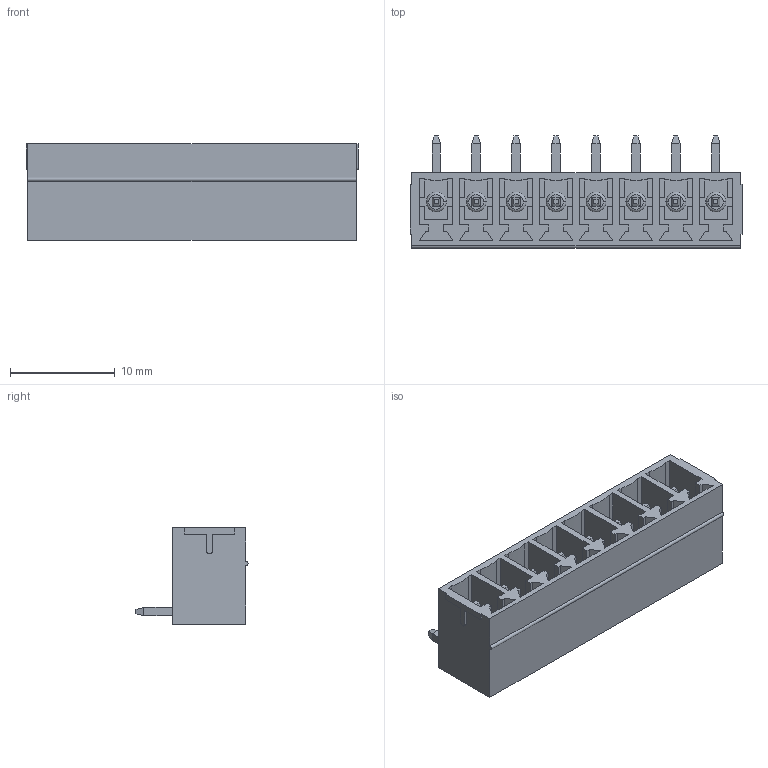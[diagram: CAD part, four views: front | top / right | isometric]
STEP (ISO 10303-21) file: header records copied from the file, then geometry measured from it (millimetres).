
FILE_DESCRIPTION(('STEP AP242'),'1');
FILE_NAME('691322310008.stp','2022-03-21T10:45:29',('TraceParts'),('TraceParts S.A.'),'Spatial InterOp 3D',' ',' ');
FILE_SCHEMA(('AP242_MANAGED_MODEL_BASED_3D_ENGINEERING_MIM_LF {1 0 10303 442 1 1 4}'));
Length unit declared in the file: millimetre
Products named in the file (1): 691322310008_1
Bounding box: 31.67 x 10.7 x 9.2 mm (x, y, z)
Volume: 1032.8 mm3; surface area: 3072.5 mm2
Topology: 9 solids, 9 shells, 530 faces, 1416 edges, 912 vertices
Faces by surface type: plane 461, cylinder 53, torus 16
Entity records: 20490 total; most frequent: CARTESIAN_POINT 2867, ORIENTED_EDGE 2832, DIRECTION 2632, EDGE_CURVE 1416, LINE 1278, VECTOR 1278, VERTEX_POINT 912, AXIS2_PLACEMENT_3D 677
